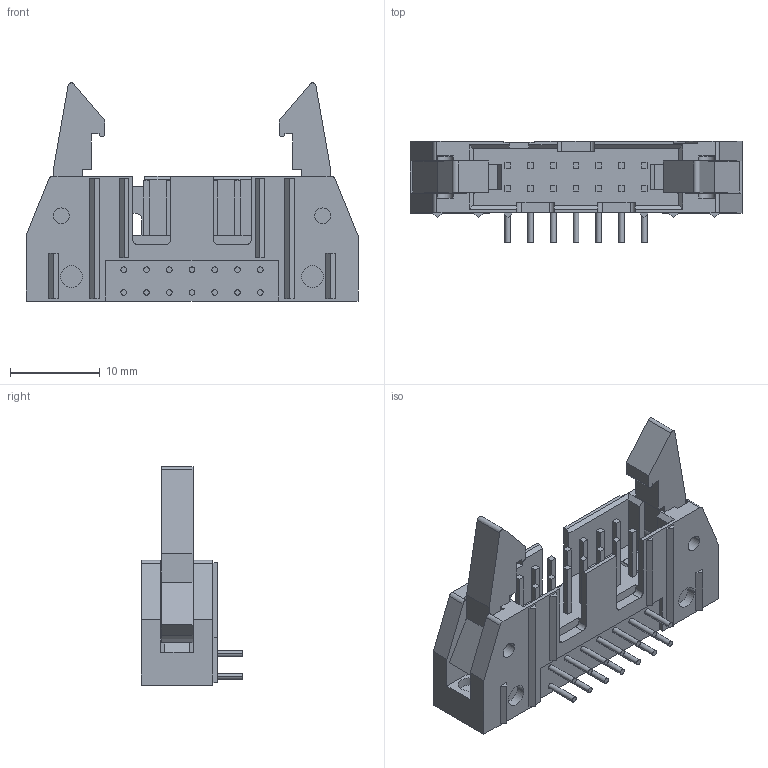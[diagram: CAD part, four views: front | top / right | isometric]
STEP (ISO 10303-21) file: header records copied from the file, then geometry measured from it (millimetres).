
FILE_DESCRIPTION((''),'2;1');
FILE_NAME('C-5499913-2','2018-03-13T',('workeradm'),('TE Connectivity Ltd.'),'CREO PARAMETRIC BY PTC INC, 2016050','CREO PARAMETRIC BY PTC INC, 2016050','');
FILE_SCHEMA(('AUTOMOTIVE_DESIGN { 1 0 10303 214 1 1 1 1 }'));
Length unit declared in the file: millimetre
Products named in the file (1): C-5499913-2
Bounding box: 37.08 x 11.33 x 24.38 mm (x, y, z)
Volume: 2835.7 mm3; surface area: 3376.3 mm2
Topology: 1 solids, 1 shells, 333 faces, 893 edges, 590 vertices
Faces by surface type: plane 262, cylinder 71
Entity records: 10401 total; most frequent: CARTESIAN_POINT 1818, ORIENTED_EDGE 1786, DIRECTION 1721, EDGE_CURVE 893, VECTOR 731, LINE 731, VERTEX_POINT 590, AXIS2_PLACEMENT_3D 495
